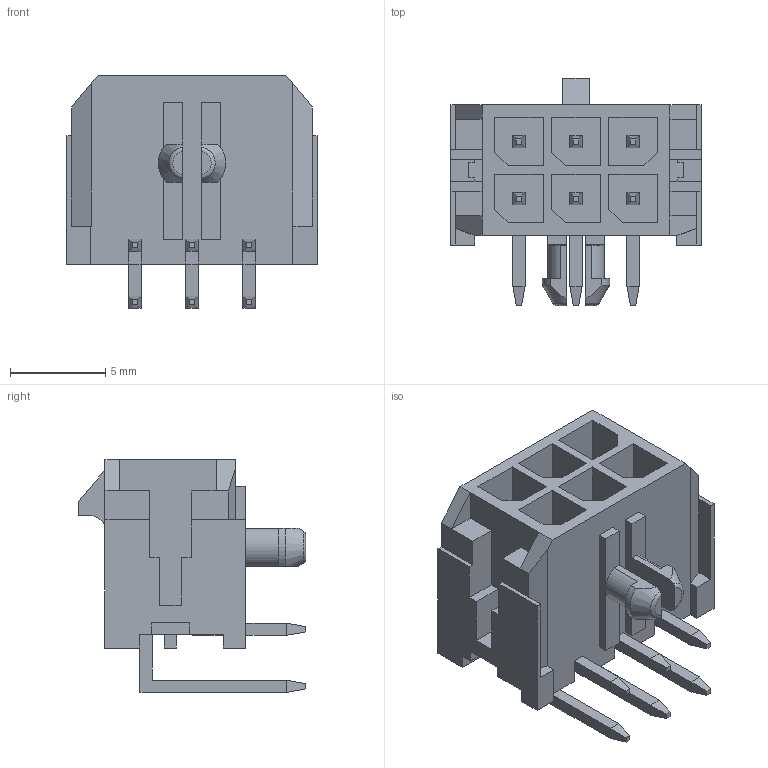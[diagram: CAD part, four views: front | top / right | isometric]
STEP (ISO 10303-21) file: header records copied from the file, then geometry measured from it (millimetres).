
FILE_DESCRIPTION(('STEP AP242'),'1');
FILE_NAME('43045-0600.stp','2022-08-25T01:43:31',('TraceParts'),('TraceParts S.A.'),'Spatial InterOp 3D',' ',' ');
FILE_SCHEMA(('AP242_MANAGED_MODEL_BASED_3D_ENGINEERING_MIM_LF {1 0 10303 442 1 1 4}'));
Length unit declared in the file: millimetre
Products named in the file (1): 43045-0600_1
Bounding box: 13.15 x 11.95 x 12.24 mm (x, y, z)
Volume: 573.9 mm3; surface area: 1280.5 mm2
Topology: 1 solids, 1 shells, 345 faces, 898 edges, 589 vertices
Faces by surface type: plane 336, cylinder 5, cone 2, torus 2
Entity records: 10312 total; most frequent: CARTESIAN_POINT 1892, ORIENTED_EDGE 1758, DIRECTION 1612, EDGE_CURVE 879, LINE 854, VECTOR 854, VERTEX_POINT 551, AXIS2_PLACEMENT_3D 379
